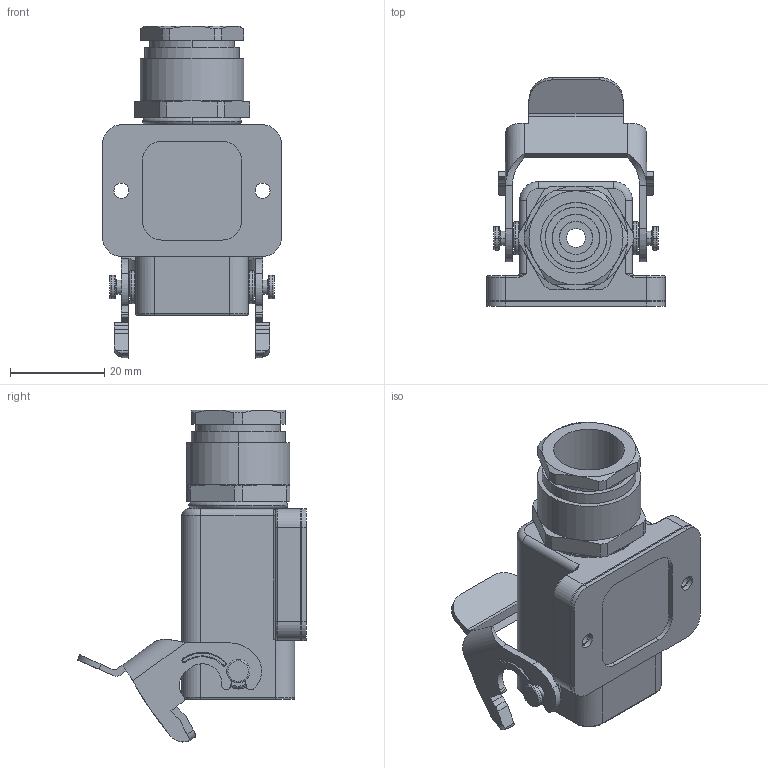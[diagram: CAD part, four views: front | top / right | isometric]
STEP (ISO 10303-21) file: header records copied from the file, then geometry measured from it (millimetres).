
FILE_DESCRIPTION(/* description */ (''),/* implementation_level */ '2;1');
FILE_NAME(/* name */ 'C146_30N003_500_4.stp',/* time_stamp */ '2015-11-05T09:24:52+01:00',/* author */ (''),/* organization */ (''),/* preprocessor_version */ 'ST-DEVELOPER v15',/* originating_system */ 'SIEMENS PLM Software NX 9.0',/* authorisation */ '');
FILE_SCHEMA (('CONFIG_CONTROL_DESIGN'));
Length unit declared in the file: millimetre
Products named in the file (1): c146 30n003 500 4nxm001-03
Bounding box: 38 x 48.64 x 70.56 mm (x, y, z)
Volume: 15692.7 mm3; surface area: 16789.7 mm2
Topology: 4 solids, 4 shells, 460 faces, 1114 edges, 702 vertices
Faces by surface type: plane 167, cylinder 165, torus 53, cone 39, extrusion 25, bspline 11
Entity records: 15154 total; most frequent: CARTESIAN_POINT 4283, DIRECTION 2273, ORIENTED_EDGE 2228, EDGE_CURVE 1114, AXIS2_PLACEMENT_3D 891, VERTEX_POINT 702, EDGE_LOOP 512, VECTOR 491
